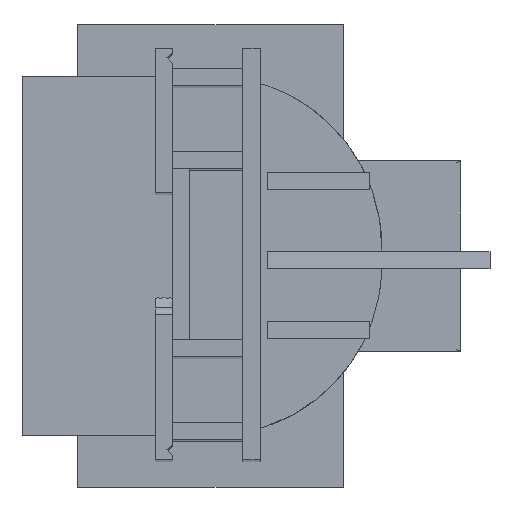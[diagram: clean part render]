
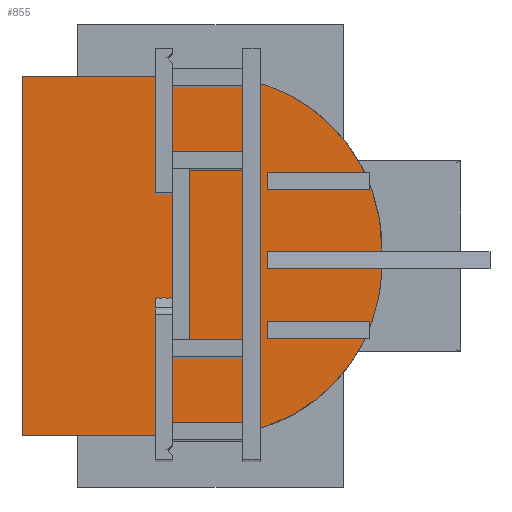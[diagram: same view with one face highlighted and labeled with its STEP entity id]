
A CAD part, top view. The second image highlights one B-rep face of the part: STEP entity #855.
In plain terms, the highlighted planar face has unit normal (0, 0, 1).
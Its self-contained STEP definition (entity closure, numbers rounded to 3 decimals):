
#352=(
BOUNDED_CURVE()
B_SPLINE_CURVE(2,(#20244,#20245,#20246),.UNSPECIFIED.,.F.,.F.)
B_SPLINE_CURVE_WITH_KNOTS((3,3),(0.,298.451),.UNSPECIFIED.)
CURVE()
GEOMETRIC_REPRESENTATION_ITEM()
RATIONAL_B_SPLINE_CURVE((1.,0.707,1.))
REPRESENTATION_ITEM('')
);
#354=(
BOUNDED_CURVE()
B_SPLINE_CURVE(2,(#20250,#20251,#20252),.UNSPECIFIED.,.F.,.F.)
B_SPLINE_CURVE_WITH_KNOTS((3,3),(0.,298.451),.UNSPECIFIED.)
CURVE()
GEOMETRIC_REPRESENTATION_ITEM()
RATIONAL_B_SPLINE_CURVE((1.,0.707,1.))
REPRESENTATION_ITEM('')
);
#855=ADVANCED_FACE('',(#1195),#5060,.T.);
#1195=FACE_OUTER_BOUND('',#1535,.T.);
#1535=EDGE_LOOP('',(#2624,#2625,#2626,#2627,#2628,#2629));
#2624=ORIENTED_EDGE('',*,*,#3731,.T.);
#2625=ORIENTED_EDGE('',*,*,#3725,.T.);
#2626=ORIENTED_EDGE('',*,*,#3724,.T.);
#2627=ORIENTED_EDGE('',*,*,#3737,.T.);
#2628=ORIENTED_EDGE('',*,*,#3730,.T.);
#2629=ORIENTED_EDGE('',*,*,#3739,.T.);
#3724=EDGE_CURVE('',#4770,#4776,#4201,.T.);
#3725=EDGE_CURVE('',#4771,#4770,#4202,.T.);
#3730=EDGE_CURVE('',#4778,#4777,#4207,.T.);
#3731=EDGE_CURVE('',#4779,#4771,#4208,.T.);
#3737=EDGE_CURVE('',#4776,#4778,#352,.T.);
#3739=EDGE_CURVE('',#4777,#4779,#354,.T.);
#4201=B_SPLINE_CURVE_WITH_KNOTS('',1,(#20217,#20218),.UNSPECIFIED.,.F.,
 .F.,(2,2),(0.,210.),.UNSPECIFIED.);
#4202=B_SPLINE_CURVE_WITH_KNOTS('',1,(#20219,#20220),.UNSPECIFIED.,.F.,
 .F.,(2,2),(0.,400.),.UNSPECIFIED.);
#4207=B_SPLINE_CURVE_WITH_KNOTS('',1,(#20229,#20230),.UNSPECIFIED.,.F.,
 .F.,(2,2),(190.,210.),.UNSPECIFIED.);
#4208=B_SPLINE_CURVE_WITH_KNOTS('',1,(#20231,#20232),.UNSPECIFIED.,.F.,
 .F.,(2,2),(190.,400.),.UNSPECIFIED.);
#4770=VERTEX_POINT('',#20203);
#4771=VERTEX_POINT('',#20204);
#4776=VERTEX_POINT('',#20209);
#4777=VERTEX_POINT('',#20210);
#4778=VERTEX_POINT('',#20211);
#4779=VERTEX_POINT('',#20212);
#5060=PLANE('',#5312);
#5312=AXIS2_PLACEMENT_3D('',#20186,#5531,$);
#5531=DIRECTION('',(0.,0.,1.));
#20186=CARTESIAN_POINT('',(2501.584,1344.441,563.543));
#20203=CARTESIAN_POINT('',(2501.584,1344.441,563.543));
#20204=CARTESIAN_POINT('',(2501.584,1744.441,563.543));
#20209=CARTESIAN_POINT('',(2711.584,1344.441,563.543));
#20210=CARTESIAN_POINT('',(2901.584,1554.441,563.543));
#20211=CARTESIAN_POINT('',(2901.584,1534.441,563.543));
#20212=CARTESIAN_POINT('',(2711.584,1744.441,563.543));
#20217=CARTESIAN_POINT('',(2501.584,1344.441,563.543));
#20218=CARTESIAN_POINT('',(2711.584,1344.441,563.543));
#20219=CARTESIAN_POINT('',(2501.584,1744.441,563.543));
#20220=CARTESIAN_POINT('',(2501.584,1344.441,563.543));
#20229=CARTESIAN_POINT('',(2901.584,1534.441,563.543));
#20230=CARTESIAN_POINT('',(2901.584,1554.441,563.543));
#20231=CARTESIAN_POINT('',(2711.584,1744.441,563.543));
#20232=CARTESIAN_POINT('',(2501.584,1744.441,563.543));
#20244=CARTESIAN_POINT('',(2711.584,1344.441,563.543));
#20245=CARTESIAN_POINT('',(2901.584,1344.441,563.543));
#20246=CARTESIAN_POINT('',(2901.584,1534.441,563.543));
#20250=CARTESIAN_POINT('',(2901.584,1554.441,563.543));
#20251=CARTESIAN_POINT('',(2901.584,1744.441,563.543));
#20252=CARTESIAN_POINT('',(2711.584,1744.441,563.543));
